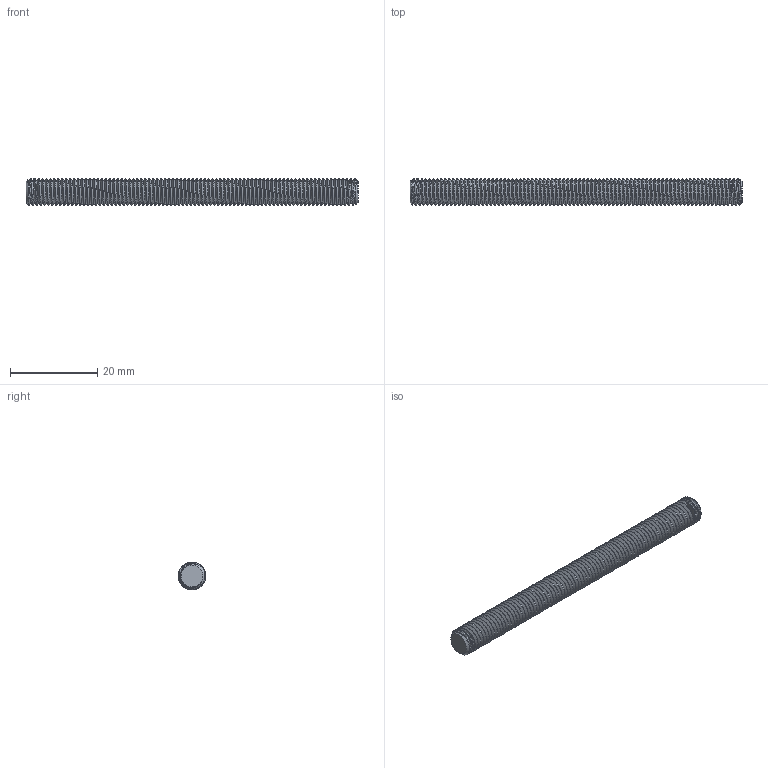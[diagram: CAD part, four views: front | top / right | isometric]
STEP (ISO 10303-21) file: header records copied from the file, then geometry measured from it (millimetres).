
FILE_DESCRIPTION (( 'STEP AP203' ), '1' );
FILE_NAME ('94435A517.step', '2016-08-15T22:39:53', ( '' ), ( '' ), 'SwSTEP 2.0', 'SolidWorks 2010', '' );
FILE_SCHEMA (( 'CONFIG_CONTROL_DESIGN' ));
Length unit declared in the file: inch
Products named in the file (1): 94435A517
Bounding box: 76.2 x 6.34 x 6.35 mm (x, y, z)
Volume: 2033.3 mm3; surface area: 2448.9 mm2
Topology: 1 solids, 1 shells, 176 faces, 520 edges, 346 vertices
Faces by surface type: cylinder 166, cone 5, bspline 3, plane 2
Entity records: 15760 total; most frequent: CARTESIAN_POINT 12003, ORIENTED_EDGE 1040, DIRECTION 530, EDGE_CURVE 520, VERTEX_POINT 346, AXIS2_PLACEMENT_3D 180, FACE_OUTER_BOUND 176, ADVANCED_FACE 176
